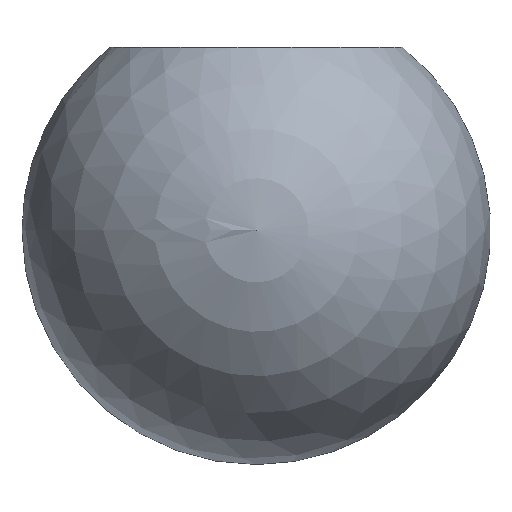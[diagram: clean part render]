
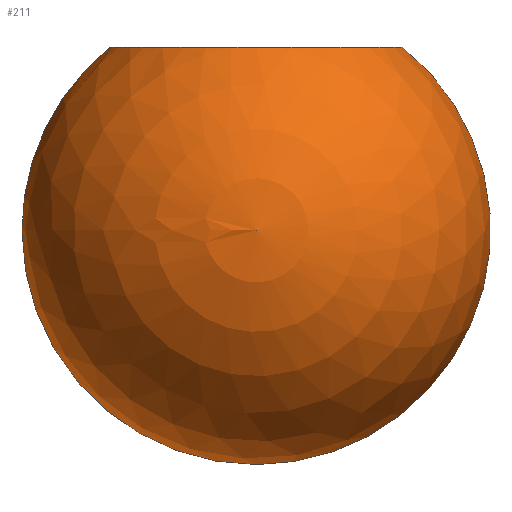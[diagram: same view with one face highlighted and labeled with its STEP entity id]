
A CAD part, front view. The second image highlights one B-rep face of the part: STEP entity #211.
In plain terms, the highlighted spherical face has radius 8 mm.
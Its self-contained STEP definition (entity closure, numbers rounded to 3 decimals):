
#17 = ORIENTED_EDGE ( 'NONE', *, *, #192, .F. ) ;
#36 = CIRCLE ( 'NONE', #61, 8. ) ;
#38 = DIRECTION ( 'NONE',  ( 0., 1., 0. ) ) ;
#59 = CARTESIAN_POINT ( 'NONE',  ( 0., 0., 0. ) ) ;
#60 = CARTESIAN_POINT ( 'NONE',  ( 5., 0., 6.245 ) ) ;
#61 = AXIS2_PLACEMENT_3D ( 'NONE', #236, #38, #213 ) ;
#62 = DIRECTION ( 'NONE',  ( 0., -1., 0. ) ) ;
#65 = AXIS2_PLACEMENT_3D ( 'NONE', #59, #103, #147 ) ;
#79 = SPHERICAL_SURFACE ( 'NONE', #198, 8. ) ;
#82 = DIRECTION ( 'NONE',  ( 0., 0., 1. ) ) ;
#83 = FACE_OUTER_BOUND ( 'NONE', #163, .T. ) ;
#103 = DIRECTION ( 'NONE',  ( 0., -1., 0. ) ) ;
#130 = CARTESIAN_POINT ( 'NONE',  ( 0., 0., -8. ) ) ;
#131 = AXIS2_PLACEMENT_3D ( 'NONE', #220, #82, #245 ) ;
#139 = ORIENTED_EDGE ( 'NONE', *, *, #205, .T. ) ;
#140 = EDGE_CURVE ( 'NONE', #228, #268, #36, .T. ) ;
#147 = DIRECTION ( 'NONE',  ( 1., 0., 0. ) ) ;
#153 = CARTESIAN_POINT ( 'NONE',  ( 0., 0., 0. ) ) ;
#160 = VERTEX_POINT ( 'NONE', #60 ) ;
#163 = EDGE_LOOP ( 'NONE', ( #200, #139, #17 ) ) ;
#177 = CARTESIAN_POINT ( 'NONE',  ( -5., 0., 6.245 ) ) ;
#192 = EDGE_CURVE ( 'NONE', #268, #160, #221, .T. ) ;
#198 = AXIS2_PLACEMENT_3D ( 'NONE', #153, #62, #260 ) ;
#200 = ORIENTED_EDGE ( 'NONE', *, *, #140, .F. ) ;
#205 = EDGE_CURVE ( 'NONE', #228, #160, #246, .T. ) ;
#211 = ADVANCED_FACE ( 'NONE', ( #83 ), #79, .T. ) ;
#213 = DIRECTION ( 'NONE',  ( 0., 0., 1. ) ) ;
#220 = CARTESIAN_POINT ( 'NONE',  ( 0., 0., 6.245 ) ) ;
#221 = CIRCLE ( 'NONE', #131, 5. ) ;
#228 = VERTEX_POINT ( 'NONE', #130 ) ;
#236 = CARTESIAN_POINT ( 'NONE',  ( 0., 0., 0. ) ) ;
#245 = DIRECTION ( 'NONE',  ( 1., 0., 0. ) ) ;
#246 = CIRCLE ( 'NONE', #65, 8. ) ;
#260 = DIRECTION ( 'NONE',  ( -1., 0., 0. ) ) ;
#268 = VERTEX_POINT ( 'NONE', #177 ) ;
